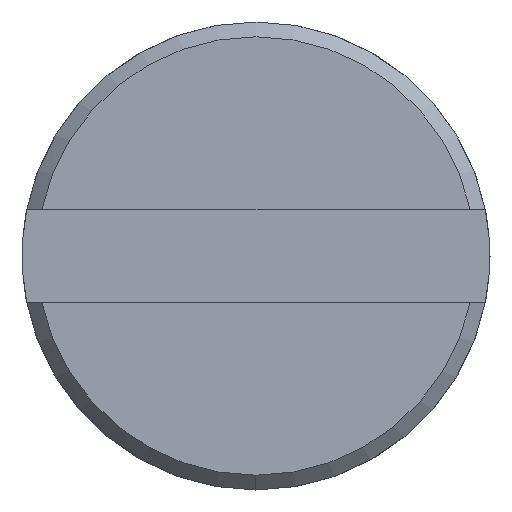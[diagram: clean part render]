
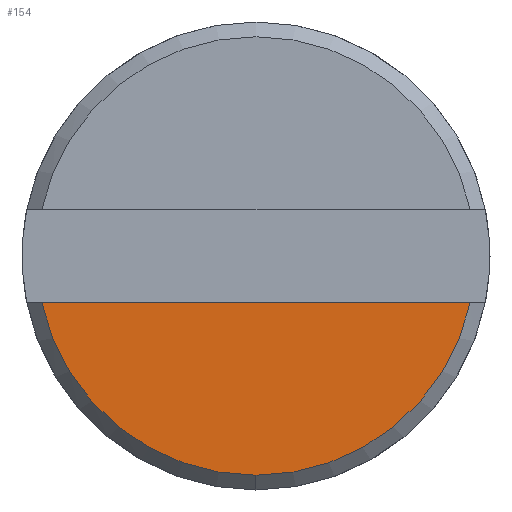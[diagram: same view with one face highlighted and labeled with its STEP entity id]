
A CAD part, left-side view. The second image highlights one B-rep face of the part: STEP entity #154.
In plain terms, the highlighted planar face has unit normal (-1, 0, 0).
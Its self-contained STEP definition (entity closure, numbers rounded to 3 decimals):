
#12 = DIRECTION ( 'NONE',  ( 0., 0., -1. ) ) ;
#13 = FACE_OUTER_BOUND ( 'NONE', #742, .T. ) ;
#17 = CARTESIAN_POINT ( 'NONE',  ( 0., 0., 0. ) ) ;
#76 = DIRECTION ( 'NONE',  ( 0., 0., -1. ) ) ;
#78 = CIRCLE ( 'NONE', #416, 7.438 ) ;
#124 = EDGE_CURVE ( 'NONE', #616, #586, #304, .T. ) ;
#154 = ADVANCED_FACE ( 'NONE', ( #13 ), #468, .F. ) ;
#167 = VERTEX_POINT ( 'NONE', #637 ) ;
#186 = CARTESIAN_POINT ( 'NONE',  ( 0., 0., 0. ) ) ;
#233 = ORIENTED_EDGE ( 'NONE', *, *, #124, .T. ) ;
#247 = DIRECTION ( 'NONE',  ( 1., 0., 0. ) ) ;
#253 = ORIENTED_EDGE ( 'NONE', *, *, #605, .T. ) ;
#269 = CIRCLE ( 'NONE', #639, 7.438 ) ;
#302 = DIRECTION ( 'NONE',  ( -1., 0., 0. ) ) ;
#304 = LINE ( 'NONE', #510, #330 ) ;
#330 = VECTOR ( 'NONE', #584, 1000. ) ;
#338 = CARTESIAN_POINT ( 'NONE',  ( 0., -7.266, -1.588 ) ) ;
#406 = AXIS2_PLACEMENT_3D ( 'NONE', #186, #247, #12 ) ;
#416 = AXIS2_PLACEMENT_3D ( 'NONE', #17, #302, #76 ) ;
#450 = CARTESIAN_POINT ( 'NONE',  ( 0., 7.266, -1.588 ) ) ;
#468 = PLANE ( 'NONE',  #406 ) ;
#510 = CARTESIAN_POINT ( 'NONE',  ( 0., -7.777, -1.588 ) ) ;
#552 = DIRECTION ( 'NONE',  ( -1., 0., 0. ) ) ;
#564 = CARTESIAN_POINT ( 'NONE',  ( 0., 0., 0. ) ) ;
#584 = DIRECTION ( 'NONE',  ( 0., 1., 0. ) ) ;
#586 = VERTEX_POINT ( 'NONE', #450 ) ;
#605 = EDGE_CURVE ( 'NONE', #586, #167, #269, .T. ) ;
#616 = VERTEX_POINT ( 'NONE', #338 ) ;
#637 = CARTESIAN_POINT ( 'NONE',  ( 0., 0., -7.438 ) ) ;
#639 = AXIS2_PLACEMENT_3D ( 'NONE', #564, #552, #741 ) ;
#645 = ORIENTED_EDGE ( 'NONE', *, *, #706, .T. ) ;
#706 = EDGE_CURVE ( 'NONE', #167, #616, #78, .T. ) ;
#741 = DIRECTION ( 'NONE',  ( 0., 0., -1. ) ) ;
#742 = EDGE_LOOP ( 'NONE', ( #233, #253, #645 ) ) ;
